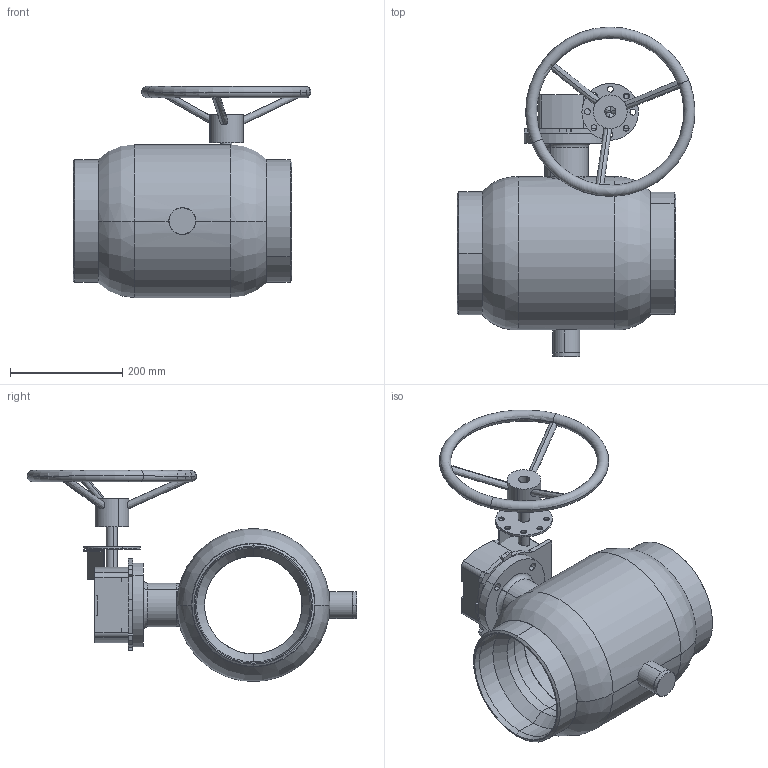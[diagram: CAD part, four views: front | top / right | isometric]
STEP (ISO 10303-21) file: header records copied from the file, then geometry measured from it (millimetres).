
FILE_DESCRIPTION (( 'STEP AP214' ), '1' );
FILE_NAME ('DN200涡轮球阀PN25.STEP', '2023-10-09T01:56:36', ( '' ), ( '' ), 'SwSTEP 2.0', 'SolidWorks 2019', '' );
FILE_SCHEMA (( 'AUTOMOTIVE_DESIGN' ));
Length unit declared in the file: millimetre
Products named in the file (10): 200苤粣杶; 狟揤裔200; 200-300瑩; Q61F-200-4傻諉; Q61F-200-26忒謫; Q61F-200-25恘謫; Q61F-200-5粣杶党蜊; Q61F-200-3概裝; DN200恦謫⑩概PN25; Q61F-200-1概极樓馱
Assembly tree (10 placements, depth 2):
  DN200恦謫⑩概PN25
    Q61F-200-1概极樓馱
    Q61F-200-5粣杶党蜊
    狟揤裔200
    Q61F-200-4傻諉  x2
    200苤粣杶
    Q61F-200-3概裝
    200-300瑩
    Q61F-200-25恘謫
    Q61F-200-26忒謫
Bounding box: 424.12 x 587.57 x 376.58 mm (x, y, z)
Volume: 5484745.3 mm3; surface area: 1143946.2 mm2
Topology: 13 solids, 13 shells, 336 faces, 783 edges, 494 vertices
Faces by surface type: cylinder 165, plane 107, cone 26, torus 20, bspline 18
Entity records: 11445 total; most frequent: CARTESIAN_POINT 3064, DIRECTION 1641, ORIENTED_EDGE 1474, EDGE_CURVE 737, AXIS2_PLACEMENT_3D 663, VERTEX_POINT 468, EDGE_LOOP 387, CIRCLE 355
